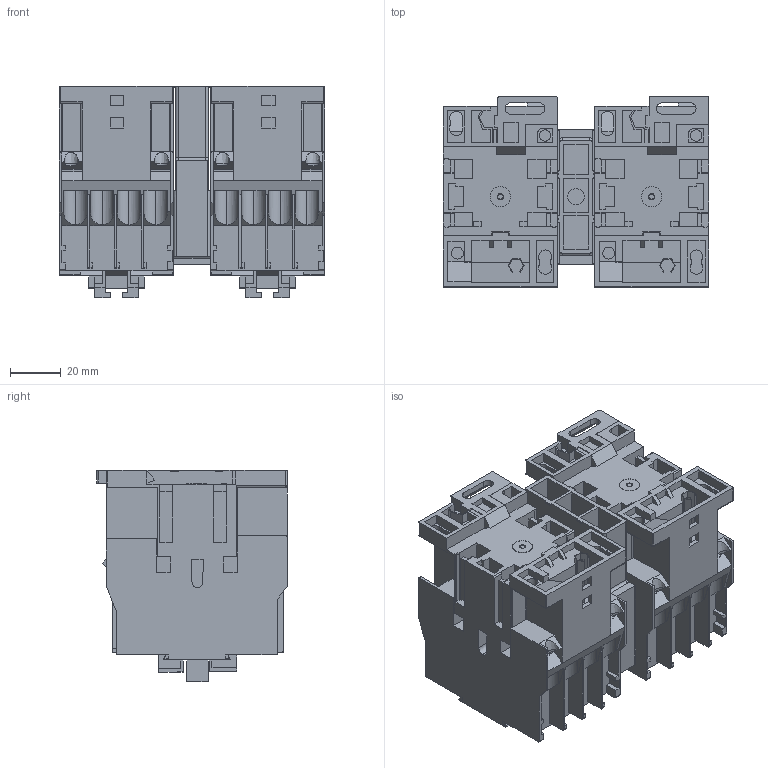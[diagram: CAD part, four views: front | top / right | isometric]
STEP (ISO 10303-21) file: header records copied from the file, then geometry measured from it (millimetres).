
FILE_DESCRIPTION (( 'STEP AP214' ), '1' );
FILE_NAME ('BLC2D0910-G7.STEP', '2021-02-01T09:56:03', ( '' ), ( '' ), 'SwSTEP 2.0', 'SolidWorks 2017', '' );
FILE_SCHEMA (( 'AUTOMOTIVE_DESIGN' ));
Length unit declared in the file: millimetre
Products named in the file (3): AUXILLARY PART; BLC2D0910-G7
Assembly tree (3 placements, depth 2):
  BLC2D0910-G7
    BLC2D0910-G7  x2
    AUXILLARY PART
Bounding box: 104.6 x 74.95 x 83.2 mm (x, y, z)
Volume: 381674.8 mm3; surface area: 99708.9 mm2
Topology: 15 solids, 15 shells, 1638 faces, 4454 edges, 2922 vertices
Faces by surface type: plane 1388, cylinder 222, bspline 12, torus 12, sphere 4
Entity records: 26914 total; most frequent: CARTESIAN_POINT 4964, ORIENTED_EDGE 4656, DIRECTION 4256, EDGE_CURVE 2328, LINE 2030, VECTOR 2030, VERTEX_POINT 1529, AXIS2_PLACEMENT_3D 1113
